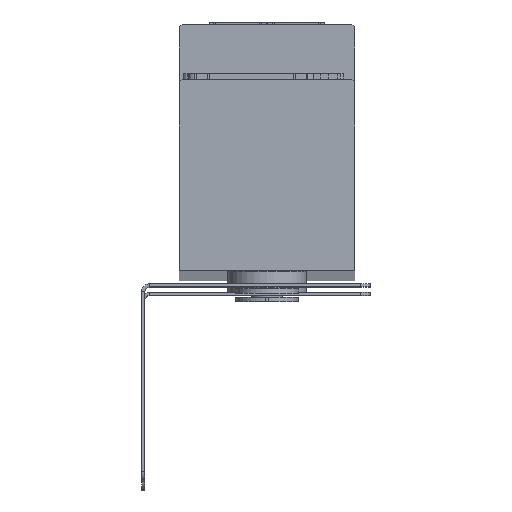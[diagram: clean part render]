
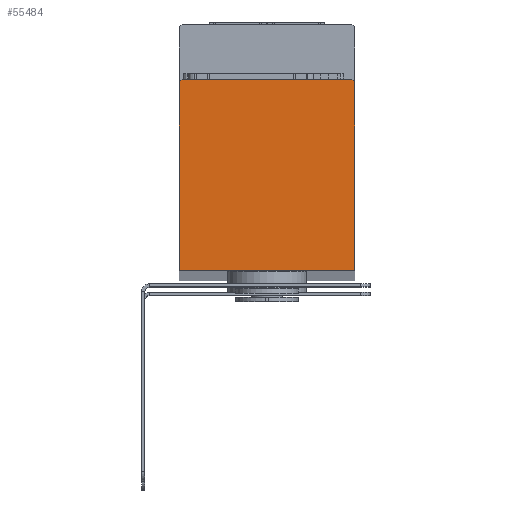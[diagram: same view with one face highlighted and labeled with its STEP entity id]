
A CAD part, top view. The second image highlights one B-rep face of the part: STEP entity #55484.
In plain terms, the highlighted planar face has unit normal (0, 0, 1).
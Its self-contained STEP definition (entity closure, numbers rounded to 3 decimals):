
#356 = LINE ( 'NONE', #23646, #9036 ) ;
#1591 = CARTESIAN_POINT ( 'NONE',  ( -28., -30.5, 915. ) ) ;
#3312 = PLANE ( 'NONE',  #30790 ) ;
#4634 = CARTESIAN_POINT ( 'NONE',  ( 28., -30.5, 915. ) ) ;
#6882 = DIRECTION ( 'NONE',  ( 0., 1., 0. ) ) ;
#7272 = AXIS2_PLACEMENT_3D ( 'NONE', #34410, #57300, #18026 ) ;
#9036 = VECTOR ( 'NONE', #6882, 1000. ) ;
#10624 = EDGE_CURVE ( 'NONE', #13382, #42820, #66603, .T. ) ;
#13382 = VERTEX_POINT ( 'NONE', #35095 ) ;
#14826 = EDGE_CURVE ( 'NONE', #56542, #13382, #67062, .T. ) ;
#15566 = DIRECTION ( 'NONE',  ( 1., 0., 0. ) ) ;
#16008 = VECTOR ( 'NONE', #46553, 1000. ) ;
#16061 = VECTOR ( 'NONE', #55395, 1000. ) ;
#17470 = CARTESIAN_POINT ( 'NONE',  ( -28., 29.5, 915. ) ) ;
#18026 = DIRECTION ( 'NONE',  ( 1., 0., 0. ) ) ;
#20987 = EDGE_CURVE ( 'NONE', #62171, #42820, #63300, .T. ) ;
#21067 = CARTESIAN_POINT ( 'NONE',  ( -27., 29.5, 915. ) ) ;
#21716 = ORIENTED_EDGE ( 'NONE', *, *, #14826, .T. ) ;
#23646 = CARTESIAN_POINT ( 'NONE',  ( 28., -30.5, 915. ) ) ;
#27302 = EDGE_LOOP ( 'NONE', ( #44433, #34593, #21716, #47185, #65796, #56489 ) ) ;
#30790 = AXIS2_PLACEMENT_3D ( 'NONE', #30969, #60029, #64086 ) ;
#30969 = CARTESIAN_POINT ( 'NONE',  ( 0., 0., 915. ) ) ;
#34410 = CARTESIAN_POINT ( 'NONE',  ( 27., 29.5, 915. ) ) ;
#34593 = ORIENTED_EDGE ( 'NONE', *, *, #39800, .T. ) ;
#35095 = CARTESIAN_POINT ( 'NONE',  ( -27., 30.5, 915. ) ) ;
#35296 = CARTESIAN_POINT ( 'NONE',  ( -28., -30.5, 915. ) ) ;
#36320 = CIRCLE ( 'NONE', #7272, 1. ) ;
#39038 = CARTESIAN_POINT ( 'NONE',  ( 28., 30.5, 915. ) ) ;
#39735 = CARTESIAN_POINT ( 'NONE',  ( 28., -30.5, 915. ) ) ;
#39800 = EDGE_CURVE ( 'NONE', #51758, #56542, #36320, .T. ) ;
#40190 = CARTESIAN_POINT ( 'NONE',  ( 27., 30.5, 915. ) ) ;
#40433 = LINE ( 'NONE', #39735, #46162 ) ;
#41889 = FACE_OUTER_BOUND ( 'NONE', #27302, .T. ) ;
#42820 = VERTEX_POINT ( 'NONE', #17470 ) ;
#44433 = ORIENTED_EDGE ( 'NONE', *, *, #60080, .T. ) ;
#45528 = DIRECTION ( 'NONE',  ( -1., 0., 0. ) ) ;
#46162 = VECTOR ( 'NONE', #45528, 1000. ) ;
#46553 = DIRECTION ( 'NONE',  ( 0., 1., 0. ) ) ;
#47185 = ORIENTED_EDGE ( 'NONE', *, *, #10624, .T. ) ;
#50614 = VERTEX_POINT ( 'NONE', #4634 ) ;
#51758 = VERTEX_POINT ( 'NONE', #65160 ) ;
#54510 = DIRECTION ( 'NONE',  ( 0., 0., 1. ) ) ;
#55395 = DIRECTION ( 'NONE',  ( -1., 0., 0. ) ) ;
#55484 = ADVANCED_FACE ( 'NONE', ( #41889 ), #3312, .T. ) ;
#56489 = ORIENTED_EDGE ( 'NONE', *, *, #59651, .F. ) ;
#56542 = VERTEX_POINT ( 'NONE', #40190 ) ;
#57300 = DIRECTION ( 'NONE',  ( 0., 0., 1. ) ) ;
#59651 = EDGE_CURVE ( 'NONE', #50614, #62171, #40433, .T. ) ;
#60029 = DIRECTION ( 'NONE',  ( 0., 0., 1. ) ) ;
#60080 = EDGE_CURVE ( 'NONE', #50614, #51758, #356, .T. ) ;
#62171 = VERTEX_POINT ( 'NONE', #1591 ) ;
#63300 = LINE ( 'NONE', #35296, #16008 ) ;
#64086 = DIRECTION ( 'NONE',  ( 1., 0., 0. ) ) ;
#65160 = CARTESIAN_POINT ( 'NONE',  ( 28., 29.5, 915. ) ) ;
#65796 = ORIENTED_EDGE ( 'NONE', *, *, #20987, .F. ) ;
#66603 = CIRCLE ( 'NONE', #68885, 1. ) ;
#67062 = LINE ( 'NONE', #39038, #16061 ) ;
#68885 = AXIS2_PLACEMENT_3D ( 'NONE', #21067, #54510, #15566 ) ;
